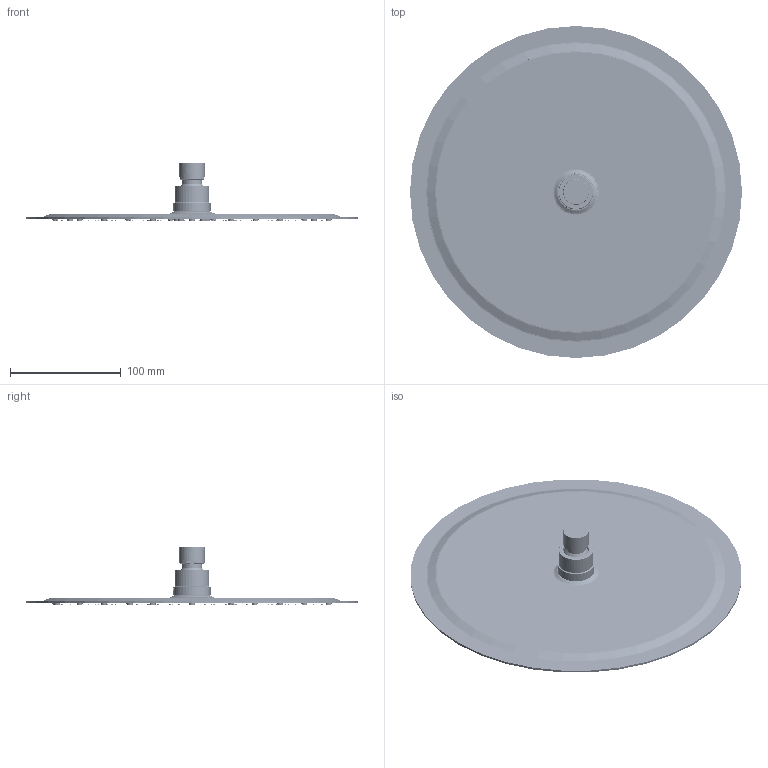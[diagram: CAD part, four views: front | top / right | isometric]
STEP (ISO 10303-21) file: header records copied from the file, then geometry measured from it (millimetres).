
FILE_DESCRIPTION(/* description */ (''),/* implementation_level */ '2;1');
FILE_NAME(/* name */ '3D_TVC000401300_Universal Beschriftung im Kopf muss raus.step',/* time_stamp */ '2023-02-22T11:24:14+01:00',/* author */ (''),/* organization */ (''),/* preprocessor_version */ 'ST-DEVELOPER v19.2',/* originating_system */ 'Autodesk Translation Framework v11.17.0.187',/* authorisation */ '');
FILE_SCHEMA (('AUTOMOTIVE_DESIGN { 1 0 10303 214 3 1 1 }'));
Products named in the file (8): (Nicht gespeichert); MSBC0078-XQ_ASM; STCT0031-XQ; STTR0020-XX; STCT0109-XQ; STLB0038-P1; STMB0169-P1; STST0041-XX
Assembly tree (7 placements, depth 3):
  (Nicht gespeichert)
    MSBC0078-XQ_ASM
      STCT0031-XQ
      STTR0020-XX
      STCT0109-XQ
    STLB0038-P1
    STMB0169-P1
    STST0041-XX
Bounding box: 300 x 300 x 53 mm (x, y, z)
Volume: 159254.2 mm3; surface area: 306791.6 mm2
Topology: 5 solids, 137 shells, 1793 faces, 3942 edges, 2563 vertices
Faces by surface type: cone 537, plane 426, cylinder 413, torus 408, bspline 8, sphere 1
Full cylindrical faces by diameter (mm): 1.2 x132, 3.3 x1, 4 x134, 4.1 x132, 18 x1, 22.9 x1, 23.2 x1, 26.7 x1, 27 x1, 29.5 x1, 31 x1, 33.5 x1, 300 x2
Entity records: 54447 total; most frequent: CARTESIAN_POINT 11140, DIRECTION 10430, ORIENTED_EDGE 7618, AXIS2_PLACEMENT_3D 4727, EDGE_CURVE 3941, CIRCLE 2927, VERTEX_POINT 2563, EDGE_LOOP 2468
